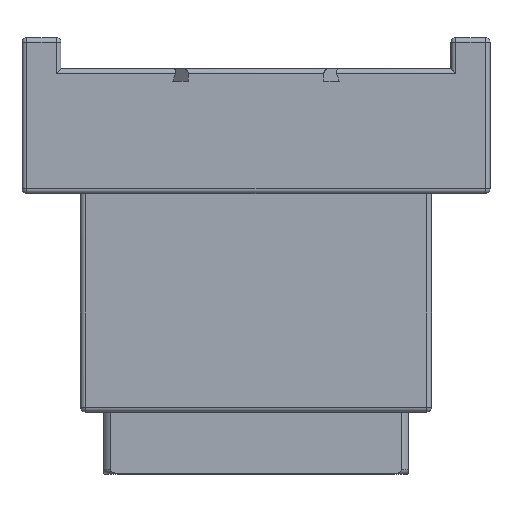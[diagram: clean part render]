
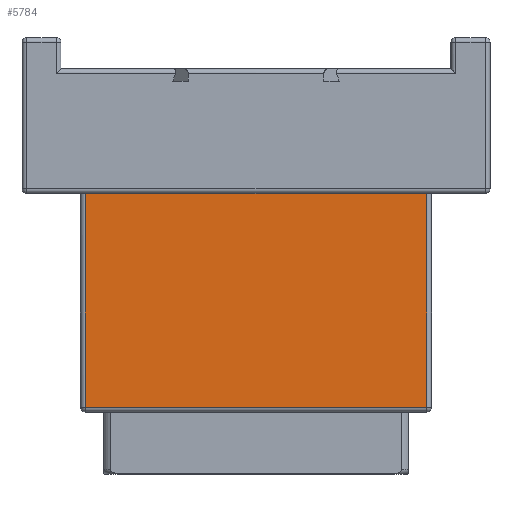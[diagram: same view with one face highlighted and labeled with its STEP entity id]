
A CAD part, front view. The second image highlights one B-rep face of the part: STEP entity #5784.
In plain terms, the highlighted planar face has unit normal (0, -1, 0).
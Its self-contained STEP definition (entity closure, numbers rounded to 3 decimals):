
#793=FACE_OUTER_BOUND('',#1153,.T.);
#1153=EDGE_LOOP('',(#4458,#4459,#4460,#4461));
#1802=LINE('',#10308,#2226);
#1803=LINE('',#10310,#2227);
#1804=LINE('',#10312,#2228);
#1805=LINE('',#10313,#2229);
#2226=VECTOR('',#7625,1000.);
#2227=VECTOR('',#7626,1000.);
#2228=VECTOR('',#7627,1000.);
#2229=VECTOR('',#7628,1000.);
#2780=VERTEX_POINT('',#10306);
#2781=VERTEX_POINT('',#10307);
#2782=VERTEX_POINT('',#10309);
#2783=VERTEX_POINT('',#10311);
#3414=EDGE_CURVE('',#2780,#2781,#1802,.T.);
#3415=EDGE_CURVE('',#2782,#2781,#1803,.T.);
#3416=EDGE_CURVE('',#2782,#2783,#1804,.T.);
#3417=EDGE_CURVE('',#2783,#2780,#1805,.T.);
#4458=ORIENTED_EDGE('',*,*,#3414,.T.);
#4459=ORIENTED_EDGE('',*,*,#3415,.F.);
#4460=ORIENTED_EDGE('',*,*,#3416,.T.);
#4461=ORIENTED_EDGE('',*,*,#3417,.T.);
#5632=PLANE('',#6330);
#5784=ADVANCED_FACE('',(#793),#5632,.T.);
#6330=AXIS2_PLACEMENT_3D('',#10305,#7623,#7624);
#7623=DIRECTION('center_axis',(0.,-1.,0.));
#7624=DIRECTION('ref_axis',(0.,0.,-1.));
#7625=DIRECTION('',(0.,0.,1.));
#7626=DIRECTION('',(1.,0.,0.));
#7627=DIRECTION('',(0.,0.,-1.));
#7628=DIRECTION('',(1.,0.,0.));
#10305=CARTESIAN_POINT('Origin',(11.25,-6.25,0.));
#10306=CARTESIAN_POINT('',(10.95,-6.25,-13.7));
#10307=CARTESIAN_POINT('',(10.95,-6.25,0.));
#10308=CARTESIAN_POINT('',(10.95,-6.25,0.));
#10309=CARTESIAN_POINT('',(-10.95,-6.25,0.));
#10310=CARTESIAN_POINT('',(5.625,-6.25,0.));
#10311=CARTESIAN_POINT('',(-10.95,-6.25,-13.7));
#10312=CARTESIAN_POINT('',(-10.95,-6.25,0.));
#10313=CARTESIAN_POINT('',(11.25,-6.25,-13.7));
